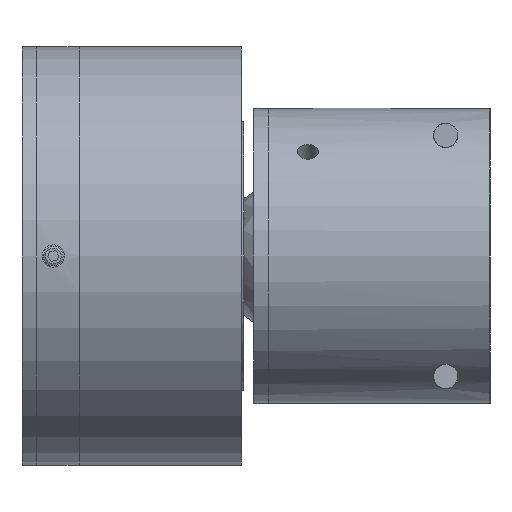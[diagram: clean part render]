
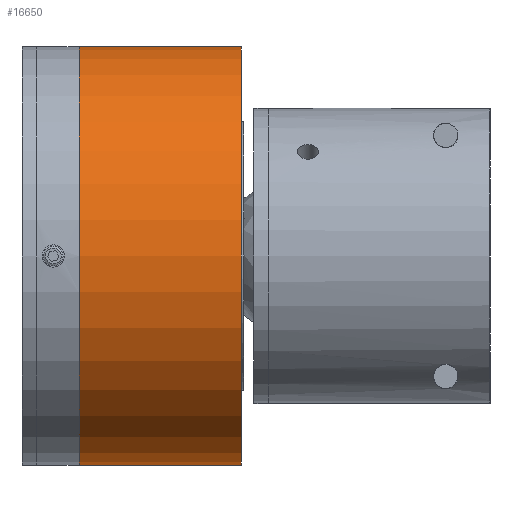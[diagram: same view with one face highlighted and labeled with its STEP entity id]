
A CAD part, front view. The second image highlights one B-rep face of the part: STEP entity #16650.
In plain terms, the highlighted cylindrical face has radius 42.5 mm (diameter 85 mm), a full revolution.
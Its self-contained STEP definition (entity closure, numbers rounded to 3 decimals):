
#330 = CARTESIAN_POINT ( 'NONE',  ( 8.5, 0., 0. ) ) ;
#1761 = VERTEX_POINT ( 'NONE', #25315 ) ;
#2458 = DIRECTION ( 'NONE',  ( 0., 0., 1. ) ) ;
#3043 = CIRCLE ( 'NONE', #21690, 42.5 ) ;
#3833 = CARTESIAN_POINT ( 'NONE',  ( 8.5, 41.5, -9.165 ) ) ;
#4653 = DIRECTION ( 'NONE',  ( 0., -1., 0. ) ) ;
#4854 = AXIS2_PLACEMENT_3D ( 'NONE', #330, #5487, #23652 ) ;
#5330 = FACE_BOUND ( 'NONE', #17223, .T. ) ;
#5487 = DIRECTION ( 'NONE',  ( -1., 0., 0. ) ) ;
#6100 = EDGE_CURVE ( 'NONE', #15245, #22284, #24489, .T. ) ;
#6591 = ORIENTED_EDGE ( 'NONE', *, *, #6100, .T. ) ;
#6801 = DIRECTION ( 'NONE',  ( -1., 0., 0. ) ) ;
#8123 = ORIENTED_EDGE ( 'NONE', *, *, #24756, .T. ) ;
#8200 = EDGE_CURVE ( 'NONE', #23396, #15245, #3043, .T. ) ;
#8870 = ORIENTED_EDGE ( 'NONE', *, *, #26192, .T. ) ;
#9048 = CARTESIAN_POINT ( 'NONE',  ( 32.5, 0., 0. ) ) ;
#9553 = CARTESIAN_POINT ( 'NONE',  ( 41.5, 0., 42.5 ) ) ;
#10688 = CIRCLE ( 'NONE', #29344, 42.5 ) ;
#11417 = CIRCLE ( 'NONE', #16744, 42.5 ) ;
#11867 = DIRECTION ( 'NONE',  ( 1., 0., 0. ) ) ;
#13482 = FACE_OUTER_BOUND ( 'NONE', #24011, .T. ) ;
#13537 = CARTESIAN_POINT ( 'NONE',  ( 32.5, 41.5, -9.165 ) ) ;
#14096 = AXIS2_PLACEMENT_3D ( 'NONE', #21790, #26931, #31979 ) ;
#15245 = VERTEX_POINT ( 'NONE', #27677 ) ;
#15859 = ORIENTED_EDGE ( 'NONE', *, *, #8200, .T. ) ;
#15995 = VECTOR ( 'NONE', #28514, 1000. ) ;
#16057 = EDGE_LOOP ( 'NONE', ( #8870 ) ) ;
#16204 = EDGE_CURVE ( 'NONE', #1761, #23396, #26020, .T. ) ;
#16650 = ADVANCED_FACE ( 'NONE', ( #5330, #13482, #28475 ), #28323, .T. ) ;
#16744 = AXIS2_PLACEMENT_3D ( 'NONE', #9048, #11867, #26868 ) ;
#16847 = EDGE_CURVE ( 'NONE', #19434, #19434, #10688, .T. ) ;
#17223 = EDGE_LOOP ( 'NONE', ( #8123, #25527, #15859, #6591 ) ) ;
#19161 = DIRECTION ( 'NONE',  ( 1., 0., 0. ) ) ;
#19434 = VERTEX_POINT ( 'NONE', #21786 ) ;
#19466 = CARTESIAN_POINT ( 'NONE',  ( 8.5, 0., 0. ) ) ;
#21071 = VECTOR ( 'NONE', #19161, 1000. ) ;
#21690 = AXIS2_PLACEMENT_3D ( 'NONE', #26977, #32346, #4653 ) ;
#21786 = CARTESIAN_POINT ( 'NONE',  ( 8.5, 0., 42.5 ) ) ;
#21790 = CARTESIAN_POINT ( 'NONE',  ( 41.5, 0., 0. ) ) ;
#22284 = VERTEX_POINT ( 'NONE', #13537 ) ;
#23396 = VERTEX_POINT ( 'NONE', #28731 ) ;
#23652 = DIRECTION ( 'NONE',  ( 0., 0., 1. ) ) ;
#24011 = EDGE_LOOP ( 'NONE', ( #31696 ) ) ;
#24489 = LINE ( 'NONE', #3833, #21071 ) ;
#24756 = EDGE_CURVE ( 'NONE', #22284, #1761, #11417, .T. ) ;
#25315 = CARTESIAN_POINT ( 'NONE',  ( 32.5, 41.5, 9.165 ) ) ;
#25527 = ORIENTED_EDGE ( 'NONE', *, *, #16204, .T. ) ;
#26020 = LINE ( 'NONE', #31056, #15995 ) ;
#26192 = EDGE_CURVE ( 'NONE', #30074, #30074, #28467, .T. ) ;
#26868 = DIRECTION ( 'NONE',  ( 0., 0., -1. ) ) ;
#26931 = DIRECTION ( 'NONE',  ( -1., 0., 0. ) ) ;
#26977 = CARTESIAN_POINT ( 'NONE',  ( 12.5, 0., 0. ) ) ;
#27677 = CARTESIAN_POINT ( 'NONE',  ( 12.5, 41.5, -9.165 ) ) ;
#28323 = CYLINDRICAL_SURFACE ( 'NONE', #4854, 42.5 ) ;
#28467 = CIRCLE ( 'NONE', #14096, 42.5 ) ;
#28475 = FACE_OUTER_BOUND ( 'NONE', #16057, .T. ) ;
#28514 = DIRECTION ( 'NONE',  ( -1., 0., 0. ) ) ;
#28731 = CARTESIAN_POINT ( 'NONE',  ( 12.5, 41.5, 9.165 ) ) ;
#29344 = AXIS2_PLACEMENT_3D ( 'NONE', #19466, #6801, #2458 ) ;
#30074 = VERTEX_POINT ( 'NONE', #9553 ) ;
#31056 = CARTESIAN_POINT ( 'NONE',  ( 8.5, 41.5, 9.165 ) ) ;
#31696 = ORIENTED_EDGE ( 'NONE', *, *, #16847, .F. ) ;
#31979 = DIRECTION ( 'NONE',  ( 0., 0., 1. ) ) ;
#32346 = DIRECTION ( 'NONE',  ( -1., 0., 0. ) ) ;
